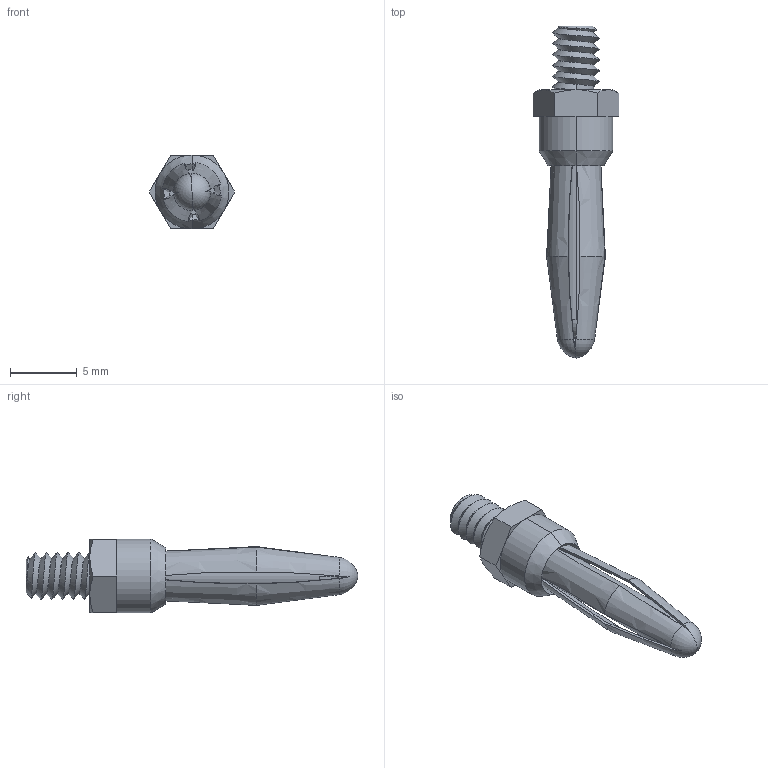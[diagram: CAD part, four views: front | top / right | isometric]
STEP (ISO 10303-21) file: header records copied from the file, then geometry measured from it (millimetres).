
FILE_DESCRIPTION (( 'STEP AP214' ), '1' );
FILE_NAME ('654.STEP', '2013-06-11T16:35:44', ( 'Richard Maletta' ), ( '' ), 'SwSTEP 2.0', 'SolidWorks 2009', '' );
FILE_SCHEMA (( 'AUTOMOTIVE_DESIGN' ));
Length unit declared in the file: millimetre
Products named in the file (1): 654
Bounding box: 6.39 x 24.85 x 5.54 mm (x, y, z)
Volume: 250.6 mm3; surface area: 673.5 mm2
Topology: 2 solids, 2 shells, 100 faces, 262 edges, 162 vertices
Faces by surface type: cone 35, cylinder 32, plane 17, bspline 10, torus 4, sphere 2
Entity records: 5217 total; most frequent: CARTESIAN_POINT 1926, ORIENTED_EDGE 512, DIRECTION 370, EDGE_CURVE 256, VERTEX_POINT 162, AXIS2_PLACEMENT_3D 155, B_SPLINE_CURVE_WITH_KNOTS 107, UNCERTAINTY_MEASURE_WITH_UNIT 104
